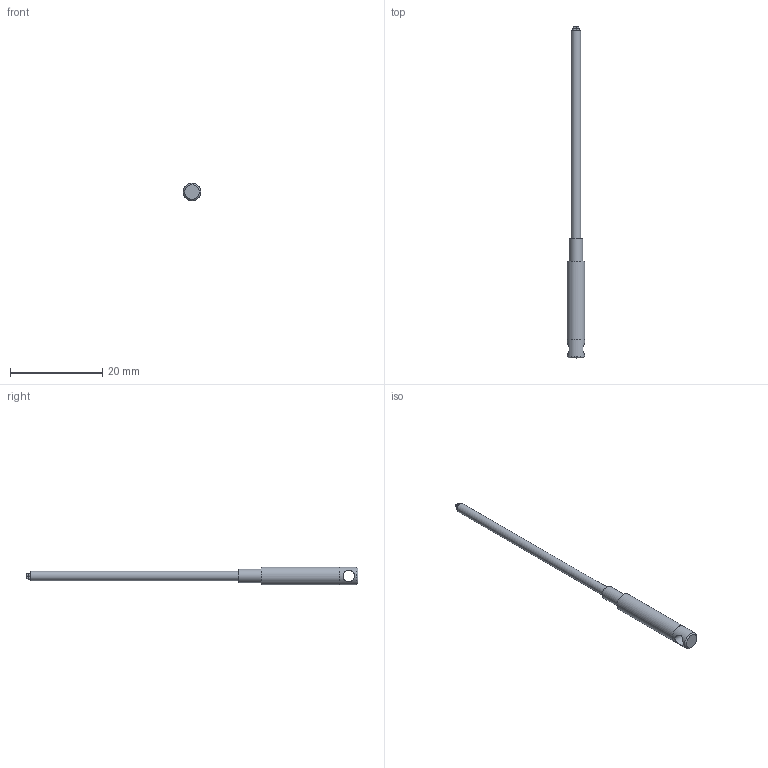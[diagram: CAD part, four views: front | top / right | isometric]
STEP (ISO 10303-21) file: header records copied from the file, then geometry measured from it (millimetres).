
FILE_DESCRIPTION(/* description */ (''),/* implementation_level */ '2;1');
FILE_NAME(/* name */ 'MZES 3.9 PS-K-TSSL.stp',/* time_stamp */ '2017-04-11T06:58:25+02:00',/* author */ ('lck'),/* organization */ ('di-soric GmbH & Co. KG'),/* preprocessor_version */ 'ST-DEVELOPER v16.5',/* originating_system */ 'Autodesk Inventor 2017',/* authorisation */ '');
FILE_SCHEMA (('AUTOMOTIVE_DESIGN { 1 0 10303 214 3 1 1 }'));
Length unit declared in the file: millimetre
Products named in the file (1): Bauteil2
Bounding box: 3.9 x 72 x 3.9 mm (x, y, z)
Volume: 1074.6 mm3; surface area: 2735.4 mm2
Topology: 4 solids, 7 shells, 32 faces, 44 edges, 28 vertices
Faces by surface type: plane 17, cylinder 14, cone 1
Full cylindrical faces by diameter (mm): 0.513 x3, 0.667 x6, 2 x1, 2.5 x1, 2.9 x1, 3.8 x1, 3.9 x1
Entity records: 734 total; most frequent: CARTESIAN_POINT 151, DIRECTION 114, EDGE_LOOP 58, ORIENTED_EDGE 58, AXIS2_PLACEMENT_3D 57, FACE_OUTER_BOUND 32, ADVANCED_FACE 32, FACE_BOUND 26
